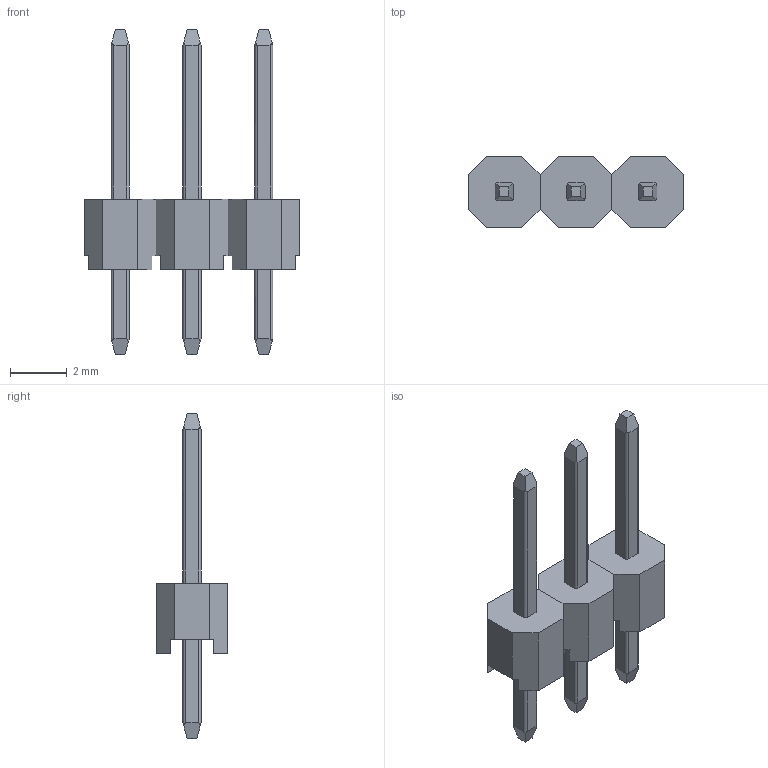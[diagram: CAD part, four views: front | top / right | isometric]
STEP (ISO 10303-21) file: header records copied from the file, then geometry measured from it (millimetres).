
FILE_DESCRIPTION (( 'STEP AP214' ), '1' );
FILE_NAME ('HDR-TH_8P-P2.54-V-M-4.STEP', '2026-01-14T08:44:06', ( '' ), ( '' ), 'SwSTEP 2.0', 'SolidWorks 2021', '' );
FILE_SCHEMA (( 'AUTOMOTIVE_DESIGN' ));
Length unit declared in the file: millimetre
Products named in the file (1): HDR-TH_8P-P2.54-V-M-4
Bounding box: 7.62 x 2.54 x 11.5 mm (x, y, z)
Volume: 47.2 mm3; surface area: 165.2 mm2
Topology: 3 solids, 3 shells, 344 faces, 939 edges, 626 vertices
Faces by surface type: plane 222, bspline 98, cylinder 24
Entity records: 15115 total; most frequent: CARTESIAN_POINT 3360, ORIENTED_EDGE 1878, DIRECTION 1209, EDGE_CURVE 939, VECTOR 667, LINE 667, VERTEX_POINT 626, EDGE_LOOP 369
